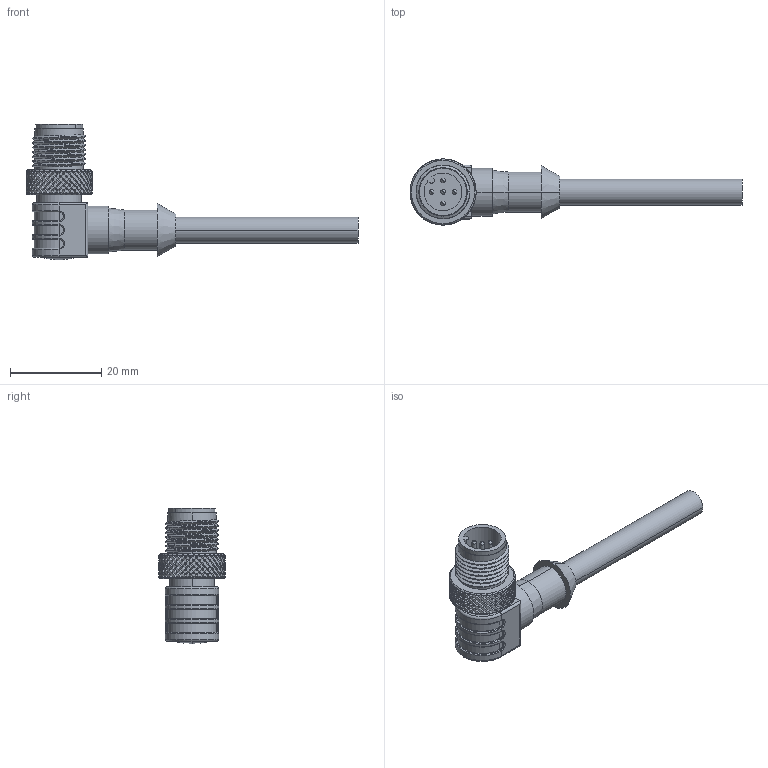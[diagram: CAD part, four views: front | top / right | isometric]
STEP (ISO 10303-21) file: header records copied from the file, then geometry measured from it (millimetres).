
FILE_DESCRIPTION((''),'2;1');
FILE_NAME('223549_ASM','2021-05-18T11:53:24',('PDMAdmin'),('BANNER ENGINEERING'),'CREO PARAMETRIC BY PTC INC, 2019292','CREO PARAMETRIC BY PTC INC, 2019292','');
FILE_SCHEMA(('CONFIG_CONTROL_DESIGN'));
Length unit declared in the file: millimetre
Products named in the file (10): 135597; 122361; 133396; 133394; 141342; 133399_ASM; 153404_ASM; CABLE_570_5COND_76643_AF0; 191144_AF0_ASM; 223549_ASM
Assembly tree (12 placements, depth 5):
  223549_ASM
    191144_AF0_ASM
      153404_ASM
        135597
        122361
        133399_ASM
          133396
          133394  x4
          141342
      CABLE_570_5COND_76643_AF0
Bounding box: 72.85 x 14.5 x 29.7 mm (x, y, z)
Volume: 5193.5 mm3; surface area: 5183.7 mm2
Topology: 9 solids, 9 shells, 2163 faces, 4817 edges, 2679 vertices
Faces by surface type: bspline 1302, cylinder 570, plane 219, cone 44, torus 14, sphere 12, revolution 2
Entity records: 100332 total; most frequent: CARTESIAN_POINT 64968, ORIENTED_EDGE 9362, EDGE_CURVE 4681, B_SPLINE_CURVE_WITH_KNOTS 3498, DIRECTION 3323, VERTEX_POINT 2613, EDGE_LOOP 2138, FACE_OUTER_BOUND 2103
